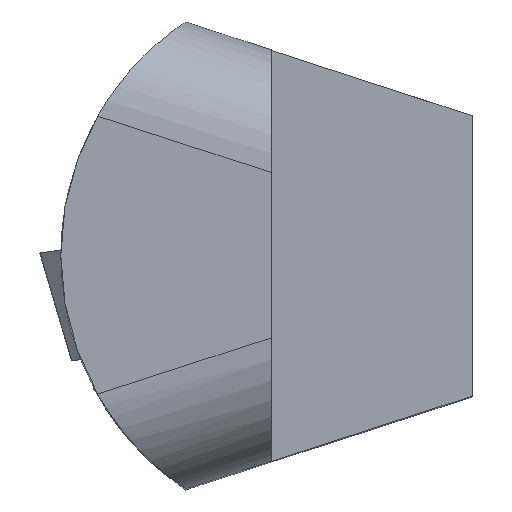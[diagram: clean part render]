
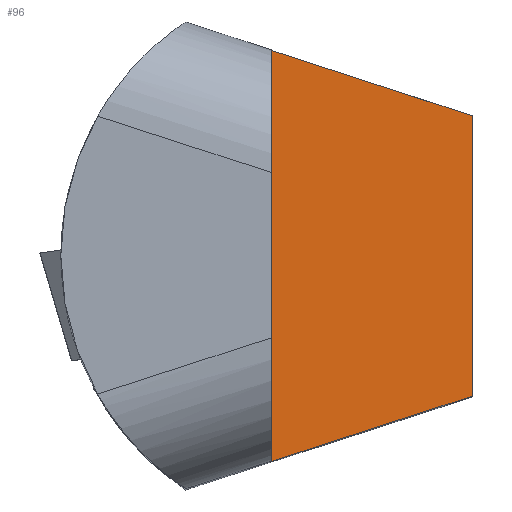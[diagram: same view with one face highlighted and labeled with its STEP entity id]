
A CAD part, top view. The second image highlights one B-rep face of the part: STEP entity #96.
In plain terms, the highlighted planar face has unit normal (0, 0, 1).
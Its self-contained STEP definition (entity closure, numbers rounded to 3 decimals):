
#96=ADVANCED_FACE('',(#144),#120,.F.);
#120=PLANE('',#611);
#144=FACE_OUTER_BOUND('',#173,.T.);
#173=EDGE_LOOP('',(#264,#265,#266,#267));
#264=ORIENTED_EDGE('',*,*,#436,.T.);
#265=ORIENTED_EDGE('',*,*,#430,.T.);
#266=ORIENTED_EDGE('',*,*,#389,.F.);
#267=ORIENTED_EDGE('',*,*,#396,.T.);
#339=VERTEX_POINT('',#797);
#340=VERTEX_POINT('',#798);
#345=VERTEX_POINT('',#810);
#370=VERTEX_POINT('',#956);
#389=EDGE_CURVE('',#339,#340,#464,.T.);
#396=EDGE_CURVE('',#339,#345,#471,.T.);
#430=EDGE_CURVE('',#370,#340,#490,.T.);
#436=EDGE_CURVE('',#345,#370,#495,.T.);
#464=LINE('',#796,#513);
#471=LINE('',#812,#520);
#490=LINE('',#955,#539);
#495=LINE('',#966,#544);
#513=VECTOR('',#645,1.);
#520=VECTOR('',#654,1.);
#539=VECTOR('',#709,1.);
#544=VECTOR('',#720,1.);
#611=AXIS2_PLACEMENT_3D('',#968,#723,#724);
#645=DIRECTION('',(0.,-1.,0.));
#654=DIRECTION('',(-0.951,0.309,0.));
#709=DIRECTION('',(0.951,0.309,0.));
#720=DIRECTION('',(0.,-1.,0.));
#723=DIRECTION('',(0.,0.,-1.));
#724=DIRECTION('',(-1.,0.,0.));
#796=CARTESIAN_POINT('',(4.3,3.,0.));
#797=CARTESIAN_POINT('',(4.3,3.,0.));
#798=CARTESIAN_POINT('',(4.3,-3.,0.));
#810=CARTESIAN_POINT('',(0.,4.397,0.));
#812=CARTESIAN_POINT('',(4.3,3.,0.));
#955=CARTESIAN_POINT('',(0.,-4.397,0.));
#956=CARTESIAN_POINT('',(0.,-4.397,0.));
#966=CARTESIAN_POINT('',(0.,4.397,0.));
#968=CARTESIAN_POINT('',(4.3,6.1,0.));
